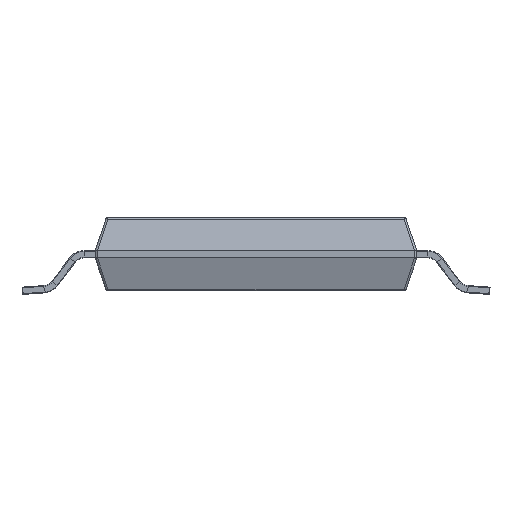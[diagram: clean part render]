
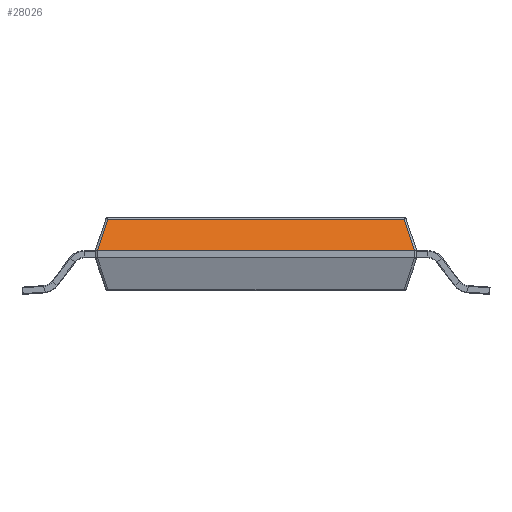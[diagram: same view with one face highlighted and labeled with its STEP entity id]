
A CAD part, left-side view. The second image highlights one B-rep face of the part: STEP entity #28026.
In plain terms, the highlighted planar face has unit normal (-0.949, 0, 0.316).
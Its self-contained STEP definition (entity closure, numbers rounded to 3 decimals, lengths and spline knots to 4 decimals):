
#601=ELLIPSE('',#29946,0.0948,0.03);
#602=ELLIPSE('',#29947,0.0948,0.03);
#1038=PLANE('',#29945);
#1777=FACE_OUTER_BOUND('',#3643,.T.);
#3643=EDGE_LOOP('',(#17736,#17737,#17738,#17739,#17740,#17741));
#5574=LINE('',#42864,#7794);
#5598=LINE('',#42931,#7818);
#5599=LINE('',#42936,#7819);
#5600=LINE('',#42937,#7820);
#7794=VECTOR('',#33159,1.);
#7818=VECTOR('',#33213,1.);
#7819=VECTOR('',#33218,1.);
#7820=VECTOR('',#33219,1.);
#11459=VERTEX_POINT('',#42862);
#11460=VERTEX_POINT('',#42863);
#11487=VERTEX_POINT('',#42929);
#11488=VERTEX_POINT('',#42930);
#11489=VERTEX_POINT('',#42933);
#11490=VERTEX_POINT('',#42935);
#13704=EDGE_CURVE('',#11459,#11460,#5574,.T.);
#13736=EDGE_CURVE('',#11487,#11488,#5598,.T.);
#13737=EDGE_CURVE('',#11488,#11460,#601,.T.);
#13738=EDGE_CURVE('',#11459,#11489,#602,.T.);
#13739=EDGE_CURVE('',#11489,#11490,#5599,.T.);
#13740=EDGE_CURVE('',#11490,#11487,#5600,.T.);
#17736=ORIENTED_EDGE('',*,*,#13736,.T.);
#17737=ORIENTED_EDGE('',*,*,#13737,.T.);
#17738=ORIENTED_EDGE('',*,*,#13704,.F.);
#17739=ORIENTED_EDGE('',*,*,#13738,.T.);
#17740=ORIENTED_EDGE('',*,*,#13739,.T.);
#17741=ORIENTED_EDGE('',*,*,#13740,.T.);
#28026=ADVANCED_FACE('',(#1777),#1038,.T.);
#29945=AXIS2_PLACEMENT_3D('',#42928,#33211,#33212);
#29946=AXIS2_PLACEMENT_3D('',#42932,#33214,#33215);
#29947=AXIS2_PLACEMENT_3D('',#42934,#33216,#33217);
#33159=DIRECTION('',(0.,1.,0.));
#33211=DIRECTION('center_axis',(-0.949,0.,
0.316));
#33212=DIRECTION('ref_axis',(0.,1.,0.));
#33213=DIRECTION('',(-0.302,0.302,-0.905));
#33214=DIRECTION('center_axis',(-0.949,0.,
0.316));
#33215=DIRECTION('ref_axis',(0.316,0.,0.949));
#33216=DIRECTION('center_axis',(-0.949,0.,
0.316));
#33217=DIRECTION('ref_axis',(0.316,0.,0.949));
#33218=DIRECTION('',(0.302,0.302,0.905));
#33219=DIRECTION('',(0.,1.,0.));
#42862=CARTESIAN_POINT('',(-4.8458,-2.168,0.5987));
#42863=CARTESIAN_POINT('',(-4.8458,2.1682,0.5987));
#42864=CARTESIAN_POINT('',(-4.8458,2.1982,0.5987));
#42928=CARTESIAN_POINT('Origin',(-4.6959,0.0001,1.0483));
#42929=CARTESIAN_POINT('',(-4.7027,2.0267,1.0278));
#42930=CARTESIAN_POINT('',(-4.8457,2.1697,0.5988));
#42931=CARTESIAN_POINT('',(-4.5123,1.8363,1.5991));
#42932=CARTESIAN_POINT('Origin',(-4.8158,2.1682,0.6886));
#42933=CARTESIAN_POINT('',(-4.8457,-2.1695,0.5988));
#42934=CARTESIAN_POINT('Origin',(-4.8158,-2.168,0.6886));
#42935=CARTESIAN_POINT('',(-4.7027,-2.0265,1.0278));
#42936=CARTESIAN_POINT('',(-4.5123,-1.836,1.5991));
#42937=CARTESIAN_POINT('',(-4.7027,0.0001,1.0278));
